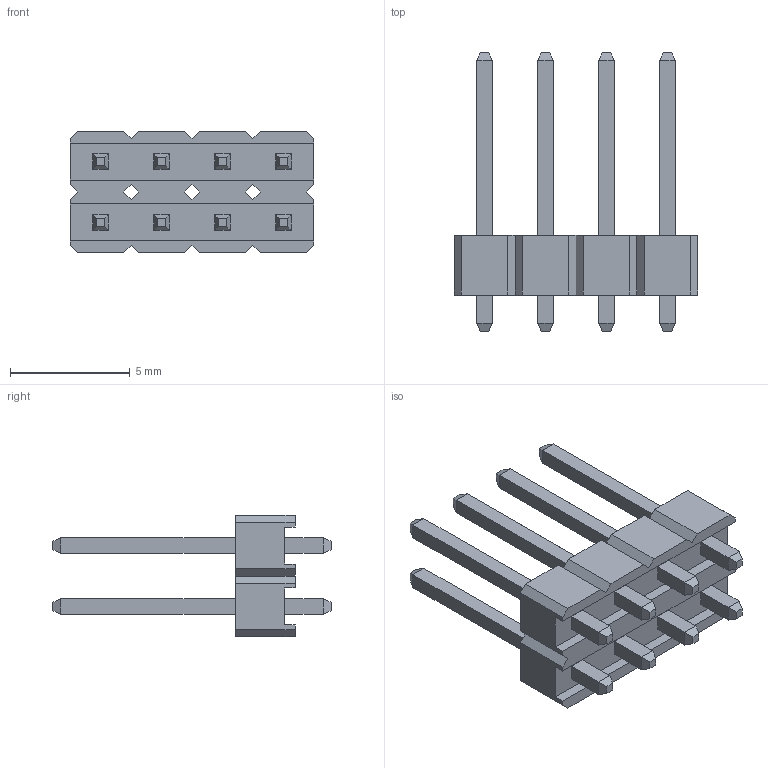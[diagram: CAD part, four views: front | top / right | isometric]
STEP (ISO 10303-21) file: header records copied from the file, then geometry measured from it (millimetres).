
FILE_DESCRIPTION (( 'STEP AP214' ), '1' );
FILE_NAME ('0_4_WAY03301953502577.step', '2006-03-31T00:53:53', ( 'sysAdmin' ), ( 'SolidWorks' ), 'SwSTEP 2.0', 'SolidWorks 2006079', '' );
FILE_SCHEMA (( 'AUTOMOTIVE_DESIGN' ));
Length unit declared in the file: millimetre
Products named in the file (1): 0_4_WAY03301953502577
Bounding box: 10.16 x 11.6 x 5.08 mm (x, y, z)
Volume: 143.1 mm3; surface area: 399.3 mm2
Topology: 1 solids, 1 shells, 198 faces, 476 edges, 296 vertices
Faces by surface type: plane 198
Entity records: 6177 total; most frequent: CARTESIAN_POINT 971, ORIENTED_EDGE 952, DIRECTION 874, VECTOR 476, LINE 476, EDGE_CURVE 476, VERTEX_POINT 296, EDGE_LOOP 220
